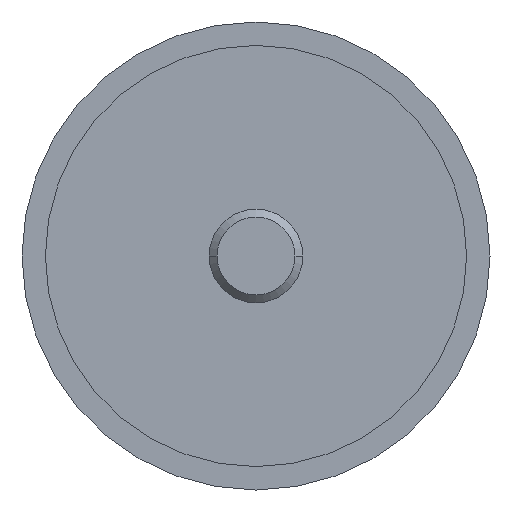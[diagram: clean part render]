
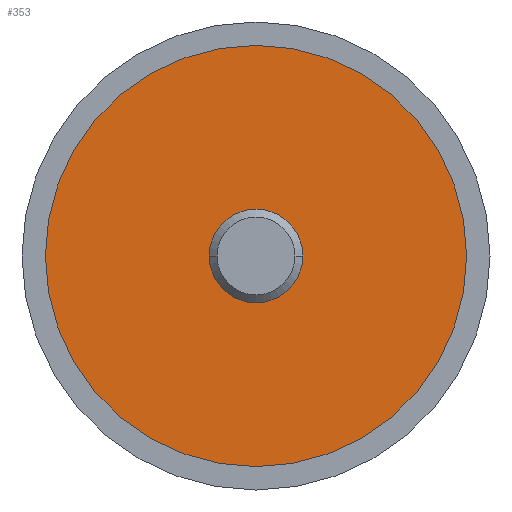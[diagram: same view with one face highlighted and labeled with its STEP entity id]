
A CAD part, front view. The second image highlights one B-rep face of the part: STEP entity #353.
In plain terms, the highlighted planar face has unit normal (0, -1, 0).
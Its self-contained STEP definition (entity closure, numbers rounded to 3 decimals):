
#249=VERTEX_POINT('',#599);
#287=VERTEX_POINT('',#643);
#351=EDGE_CURVE('',#441,#497,#719,.T.);
#353=ADVANCED_FACE('',(#721,#722),#723,.T.);
#365=EDGE_CURVE('',#497,#441,#735,.T.);
#371=EDGE_CURVE('',#249,#287,#743,.T.);
#441=VERTEX_POINT('',#825);
#471=EDGE_CURVE('',#287,#249,#857,.T.);
#497=VERTEX_POINT('',#886);
#599=CARTESIAN_POINT('',(18.0,0.0,0.0));
#643=CARTESIAN_POINT('',(-18.0,0.0,0.));
#719=CIRCLE('',#1157,4.0);
#721=FACE_BOUND('',#1159,.T.);
#722=FACE_OUTER_BOUND('',#1160,.T.);
#723=PLANE('',#1161);
#735=CIRCLE('',#1177,4.0);
#743=CIRCLE('',#1186,18.0);
#825=CARTESIAN_POINT('',(-4.0,0.0,0.));
#857=CIRCLE('',#1331,18.0);
#886=CARTESIAN_POINT('',(4.0,0.0,0.));
#1157=AXIS2_PLACEMENT_3D('',#1605,#1606,#1607);
#1159=EDGE_LOOP('',(#1609,#1610));
#1160=EDGE_LOOP('',(#1611,#1612));
#1161=AXIS2_PLACEMENT_3D('',#1613,#1614,#1615);
#1177=AXIS2_PLACEMENT_3D('',#1625,#1626,#1627);
#1186=AXIS2_PLACEMENT_3D('',#1644,#1645,#1646);
#1331=AXIS2_PLACEMENT_3D('',#1797,#1798,#1799);
#1605=CARTESIAN_POINT('',(0.0,0.0,0.0));
#1606=DIRECTION('',(-0.0,1.0,0.0));
#1607=DIRECTION('',(1.0,0.0,0.0));
#1609=ORIENTED_EDGE('',*,*,#351,.T.);
#1610=ORIENTED_EDGE('',*,*,#365,.T.);
#1611=ORIENTED_EDGE('',*,*,#371,.T.);
#1612=ORIENTED_EDGE('',*,*,#471,.T.);
#1613=CARTESIAN_POINT('',(0.0,0.0,0.0));
#1614=DIRECTION('',(0.0,-1.0,0.0));
#1615=DIRECTION('',(-1.0,0.0,0.0));
#1625=CARTESIAN_POINT('',(0.0,0.0,0.0));
#1626=DIRECTION('',(-0.0,1.0,0.0));
#1627=DIRECTION('',(1.0,0.0,0.0));
#1644=CARTESIAN_POINT('',(0.0,0.0,0.0));
#1645=DIRECTION('',(0.0,-1.0,0.0));
#1646=DIRECTION('',(1.0,0.0,0.0));
#1797=CARTESIAN_POINT('',(0.0,0.0,0.0));
#1798=DIRECTION('',(0.0,-1.0,0.0));
#1799=DIRECTION('',(1.0,0.0,0.0));
